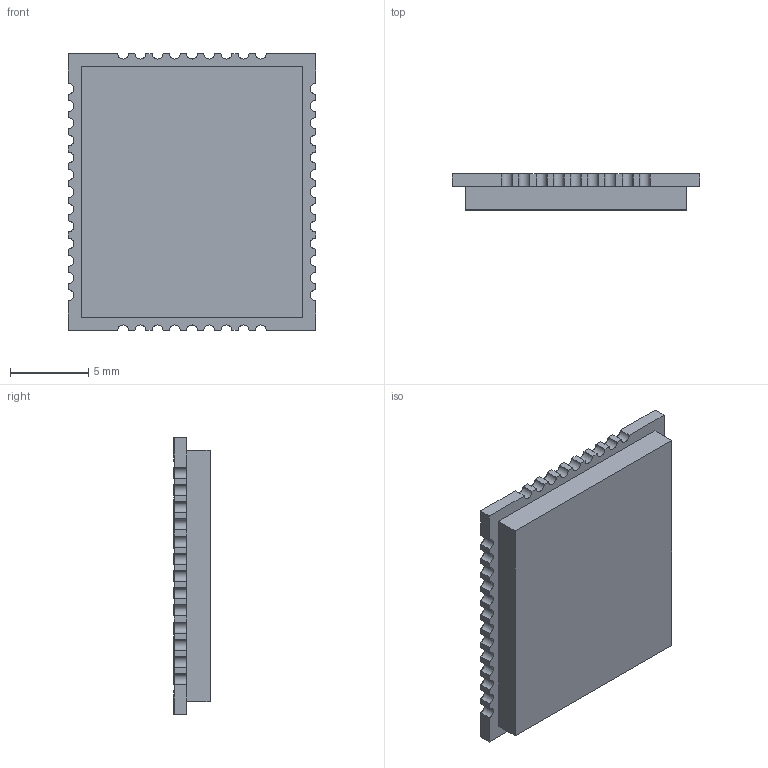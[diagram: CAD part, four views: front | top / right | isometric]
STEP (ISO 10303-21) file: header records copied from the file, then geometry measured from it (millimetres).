
FILE_DESCRIPTION (( 'STEP AP214' ), '1' );
FILE_NAME ('User Library-M66-1.STEP', '2019-02-08T19:04:18', ( '' ), ( '' ), 'SwSTEP 2.0', 'SolidWorks 2019', '' );
FILE_SCHEMA (( 'AUTOMOTIVE_DESIGN' ));
Length unit declared in the file: millimetre
Products named in the file (1): User Library-M66-1
Bounding box: 15.8 x 2.31 x 17.7 mm (x, y, z)
Volume: 558.1 mm3; surface area: 802.3 mm2
Topology: 50 solids, 50 shells, 406 faces, 915 edges, 610 vertices
Faces by surface type: plane 288, cylinder 118
Entity records: 16264 total; most frequent: DIRECTION 1965, CARTESIAN_POINT 1932, ORIENTED_EDGE 1830, EDGE_CURVE 915, VECTOR 679, LINE 679, AXIS2_PLACEMENT_3D 643, VERTEX_POINT 610
